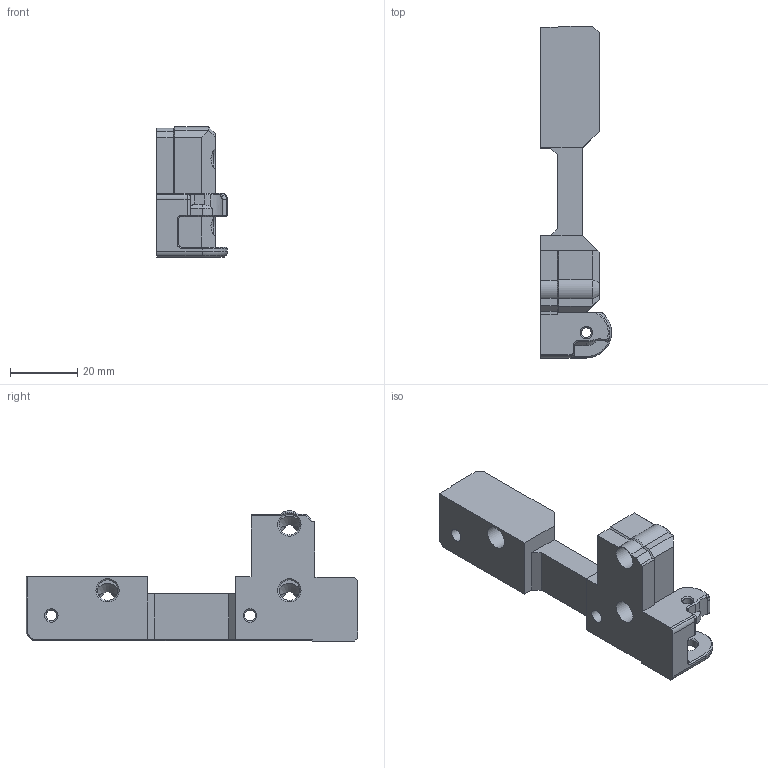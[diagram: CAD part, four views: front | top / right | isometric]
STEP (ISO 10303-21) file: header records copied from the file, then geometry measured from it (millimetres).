
FILE_DESCRIPTION(/* description */ (''),/* implementation_level */ '2;1');
FILE_NAME(/* name */ 'z_idler_and_dock_T1.step',/* time_stamp */ '2025-06-15T15:05:06+02:00',/* author */ (''),/* organization */ (''),/* preprocessor_version */ 'ST-DEVELOPER v20.1',/* originating_system */ 'Autodesk Translation Framework v14.10.0.0',/* authorisation */ '');
FILE_SCHEMA (('AUTOMOTIVE_DESIGN { 1 0 10303 214 3 1 1 }'));
Length unit declared in the file: millimetre
Products named in the file (1): z_idler_front_a_mirror
Bounding box: 21.08 x 98.56 x 38.73 mm (x, y, z)
Volume: 27624.7 mm3; surface area: 10380.4 mm2
Topology: 1 solids, 2 shells, 219 faces, 576 edges, 352 vertices
Faces by surface type: plane 103, cylinder 39, bspline 38, cone 37, torus 2
Full cylindrical faces by diameter (mm): 2.9 x1, 3.2 x2, 4 x2, 6 x3, 6.1 x3, 6.9 x3
Entity records: 7751 total; most frequent: CARTESIAN_POINT 2504, ORIENTED_EDGE 1140, DIRECTION 1014, EDGE_CURVE 570, VERTEX_POINT 352, AXIS2_PLACEMENT_3D 351, LINE 312, VECTOR 312
